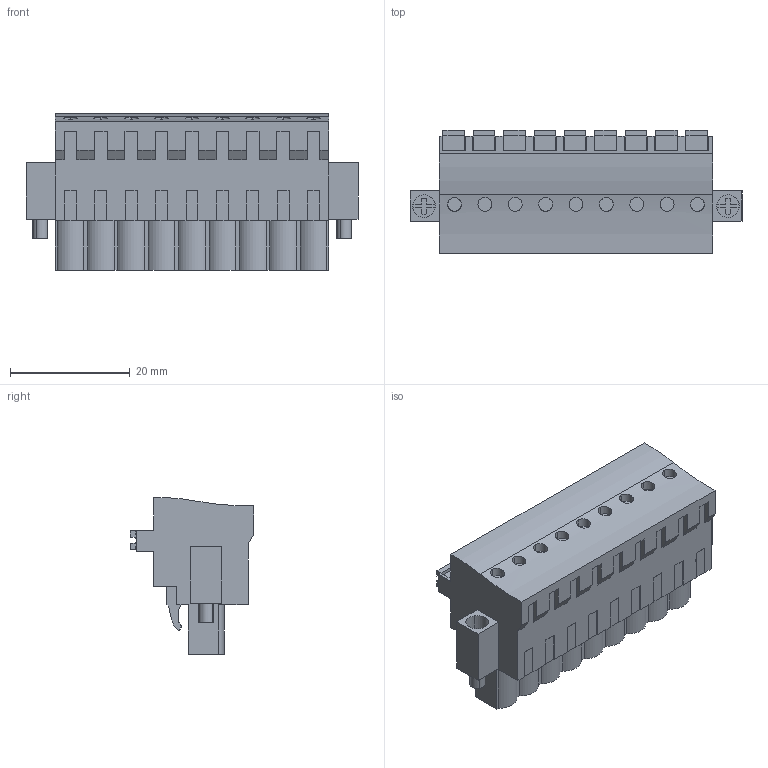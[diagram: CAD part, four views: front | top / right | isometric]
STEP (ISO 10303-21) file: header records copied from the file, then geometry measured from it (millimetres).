
FILE_DESCRIPTION(('CATIA V5 STEP Exchange','CAx-IF Rec.Pracs.--- Model Styling and Organization---1.2---2011-12-15'),'2;1');
FILE_NAME ('D1446316_0_1002160000_1002160000.stp','2017-09-09T13:45:20+00:00',('none'),('Weidmueller'),'CATIA Version 5-6 Release 2014','CATIA V5 STEP AP214','none');
FILE_SCHEMA(('AUTOMOTIVE_DESIGN { 1 0 10303 214 1 1 1 1 }'));
Length unit declared in the file: millimetre
Products named in the file (1): 1002160000
Bounding box: 55.52 x 20.64 x 26.24 mm (x, y, z)
Volume: 14380 mm3; surface area: 6889.2 mm2
Topology: 12 solids, 12 shells, 663 faces, 1884 edges, 1287 vertices
Faces by surface type: plane 527, cylinder 128, extrusion 8
Entity records: 21537 total; most frequent: CARTESIAN_POINT 4282, ORIENTED_EDGE 3768, DIRECTION 2817, EDGE_CURVE 1884, VECTOR 1598, LINE 1590, VERTEX_POINT 1287, AXIS2_PLACEMENT_3D 722
